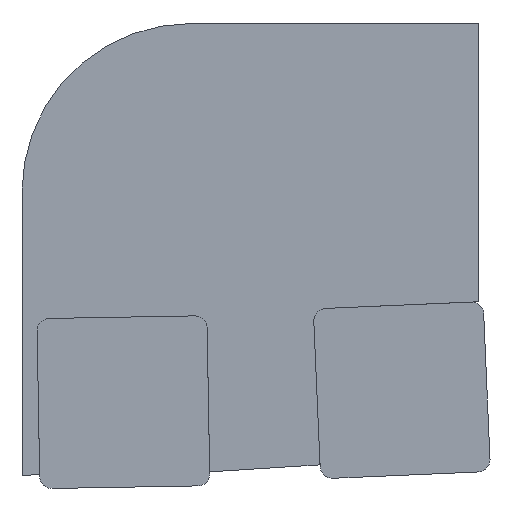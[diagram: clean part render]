
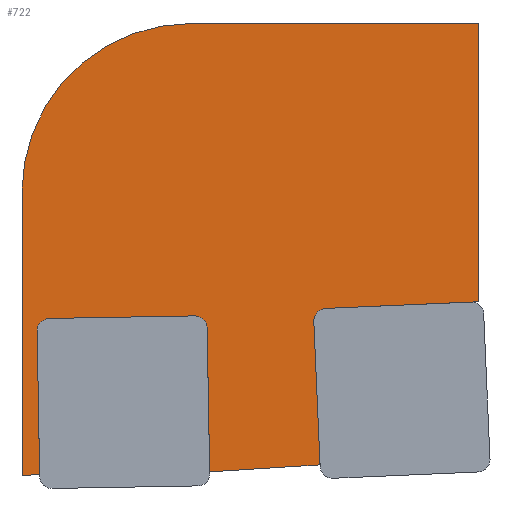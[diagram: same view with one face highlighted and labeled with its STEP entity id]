
A CAD part, left-side view. The second image highlights one B-rep face of the part: STEP entity #722.
In plain terms, the highlighted planar face has unit normal (-1, 0, 0).
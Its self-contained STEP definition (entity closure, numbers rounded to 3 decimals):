
#124=DIRECTION('',(0.,0.999,-0.044));
#125=VECTOR('',#124,9.791);
#126=CARTESIAN_POINT('',(0.,0.75,12.167));
#127=LINE('',#126,#125);
#131=CARTESIAN_POINT('',(0.,10.497,10.941));
#132=DIRECTION('',(-1.,0.,0.));
#133=DIRECTION('',(0.,0.044,0.999));
#134=AXIS2_PLACEMENT_3D('',#131,#132,#133);
#139=DIRECTION('',(0.,0.044,0.999));
#140=VECTOR('',#139,9.2);
#141=CARTESIAN_POINT('',(0.,10.895,1.715));
#142=LINE('',#141,#140);
#146=DIRECTION('',(0.,-0.998,0.064));
#147=VECTOR('',#146,7.091);
#148=CARTESIAN_POINT('',(0.,17.971,1.262));
#149=LINE('',#148,#147);
#153=DIRECTION('',(0.,0.017,1.));
#154=VECTOR('',#153,9.214);
#155=CARTESIAN_POINT('',(0.,17.971,1.262));
#156=LINE('',#155,#154);
#160=CARTESIAN_POINT('',(0.,18.932,10.461));
#161=DIRECTION('',(-1.,0.,0.));
#162=DIRECTION('',(0.,-1.,0.017));
#163=AXIS2_PLACEMENT_3D('',#160,#161,#162);
#168=DIRECTION('',(0.,1.,-0.017));
#169=VECTOR('',#168,9.3);
#170=CARTESIAN_POINT('',(0.,18.946,11.261));
#171=LINE('',#170,#169);
#175=CARTESIAN_POINT('',(0.,28.23,10.299));
#176=DIRECTION('',(-1.,0.,0.));
#177=DIRECTION('',(0.,0.017,1.));
#178=AXIS2_PLACEMENT_3D('',#175,#176,#177);
#183=DIRECTION('',(0.,0.017,1.));
#184=VECTOR('',#183,9.214);
#185=CARTESIAN_POINT('',(0.,28.87,1.072));
#186=LINE('',#185,#184);
#190=DIRECTION('',(0.,-1.,0.017));
#191=VECTOR('',#190,1.131);
#192=CARTESIAN_POINT('',(0.,30.,1.052));
#193=LINE('',#192,#191);
#197=DIRECTION('',(0.,0.,-1.));
#198=VECTOR('',#197,18.148);
#199=CARTESIAN_POINT('',(0.,30.,19.2));
#200=LINE('',#199,#198);
#204=CARTESIAN_POINT('',(0.,19.2,19.2));
#205=DIRECTION('',(-1.,0.,0.));
#206=DIRECTION('',(0.,0.,1.));
#207=AXIS2_PLACEMENT_3D('',#204,#205,#206);
#212=DIRECTION('',(0.,1.,0.));
#213=VECTOR('',#212,18.45);
#214=CARTESIAN_POINT('',(0.,0.75,30.));
#215=LINE('',#214,#213);
#219=DIRECTION('',(0.,0.,1.));
#220=VECTOR('',#219,17.833);
#221=CARTESIAN_POINT('',(0.,0.75,12.167));
#222=LINE('',#221,#220);
#532=CARTESIAN_POINT('',(0.,19.2,30.));
#533=CARTESIAN_POINT('',(0.,30.,19.2));
#534=VERTEX_POINT('',#532);
#535=VERTEX_POINT('',#533);
#540=CARTESIAN_POINT('',(0.,0.75,12.167));
#541=CARTESIAN_POINT('',(0.,10.532,11.74));
#542=VERTEX_POINT('',#540);
#543=VERTEX_POINT('',#541);
#544=CARTESIAN_POINT('',(0.,10.895,1.715));
#545=CARTESIAN_POINT('',(0.,11.296,10.906));
#546=VERTEX_POINT('',#544);
#547=VERTEX_POINT('',#545);
#560=CARTESIAN_POINT('',(0.,17.971,1.262));
#561=CARTESIAN_POINT('',(0.,18.132,10.475));
#562=VERTEX_POINT('',#560);
#563=VERTEX_POINT('',#561);
#564=CARTESIAN_POINT('',(0.,18.946,11.261));
#565=CARTESIAN_POINT('',(0.,28.244,11.098));
#566=VERTEX_POINT('',#564);
#567=VERTEX_POINT('',#565);
#568=CARTESIAN_POINT('',(0.,28.87,1.072));
#569=CARTESIAN_POINT('',(0.,29.03,10.285));
#570=VERTEX_POINT('',#568);
#571=VERTEX_POINT('',#569);
#608=CARTESIAN_POINT('',(0.,30.,1.052));
#609=VERTEX_POINT('',#608);
#612=CARTESIAN_POINT('',(0.,0.75,30.));
#613=VERTEX_POINT('',#612);
#688=CARTESIAN_POINT('',(0.,0.,0.));
#689=DIRECTION('',(-1.,0.,0.));
#690=DIRECTION('',(0.,0.,1.));
#691=AXIS2_PLACEMENT_3D('',#688,#689,#690);
#692=PLANE('',#691);
#693=ORIENTED_EDGE('',*,*,#678,.T.);
#695=ORIENTED_EDGE('',*,*,#694,.T.);
#697=ORIENTED_EDGE('',*,*,#696,.F.);
#699=ORIENTED_EDGE('',*,*,#698,.F.);
#701=ORIENTED_EDGE('',*,*,#700,.T.);
#703=ORIENTED_EDGE('',*,*,#702,.T.);
#705=ORIENTED_EDGE('',*,*,#704,.T.);
#707=ORIENTED_EDGE('',*,*,#706,.T.);
#709=ORIENTED_EDGE('',*,*,#708,.F.);
#711=ORIENTED_EDGE('',*,*,#710,.F.);
#713=ORIENTED_EDGE('',*,*,#712,.F.);
#715=ORIENTED_EDGE('',*,*,#714,.F.);
#717=ORIENTED_EDGE('',*,*,#716,.F.);
#719=ORIENTED_EDGE('',*,*,#718,.F.);
#720=EDGE_LOOP('',(#693,#695,#697,#699,#701,#703,#705,#707,#709,#711,#713,#715,
#717,#719));
#721=FACE_OUTER_BOUND('',#720,.F.);
#135=CIRCLE('',#134,0.8);
#164=CIRCLE('',#163,0.8);
#179=CIRCLE('',#178,0.8);
#208=CIRCLE('',#207,10.8);
#678=EDGE_CURVE('',#542,#543,#127,.T.);
#694=EDGE_CURVE('',#543,#547,#135,.T.);
#696=EDGE_CURVE('',#546,#547,#142,.T.);
#698=EDGE_CURVE('',#562,#546,#149,.T.);
#700=EDGE_CURVE('',#562,#563,#156,.T.);
#702=EDGE_CURVE('',#563,#566,#164,.T.);
#704=EDGE_CURVE('',#566,#567,#171,.T.);
#706=EDGE_CURVE('',#567,#571,#179,.T.);
#708=EDGE_CURVE('',#570,#571,#186,.T.);
#710=EDGE_CURVE('',#609,#570,#193,.T.);
#712=EDGE_CURVE('',#535,#609,#200,.T.);
#714=EDGE_CURVE('',#534,#535,#208,.T.);
#716=EDGE_CURVE('',#613,#534,#215,.T.);
#718=EDGE_CURVE('',#542,#613,#222,.T.);
#722=ADVANCED_FACE('',(#721),#692,.T.);
